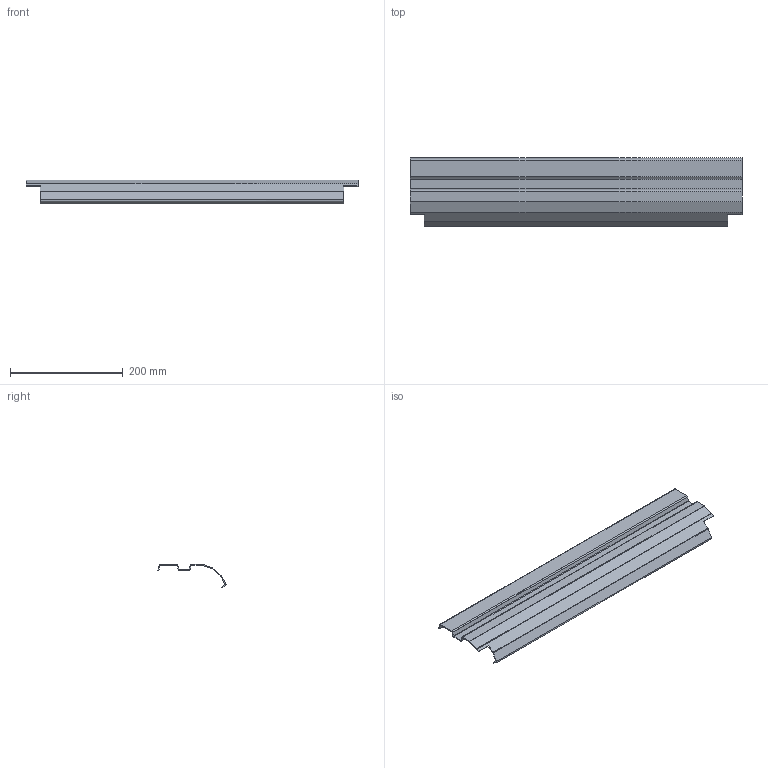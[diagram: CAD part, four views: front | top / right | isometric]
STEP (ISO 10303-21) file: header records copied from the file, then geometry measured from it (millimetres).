
FILE_DESCRIPTION(/* description */ (''),/* implementation_level */ '2;1');
FILE_NAME(/* name */ '6220479',/* time_stamp */ '2014-09-22T15:16:07+02:00',/* author */ (''),/* organization */ (''),/* preprocessor_version */ 'ST-DEVELOPER v15',/* originating_system */ '',/* authorisation */ '');
FILE_SCHEMA (('AUTOMOTIVE_DESIGN'));
Length unit declared in the file: millimetre
Products named in the file (1): Document
Bounding box: 590 x 121.13 x 42.02 mm (x, y, z)
Volume: 142425.8 mm3; surface area: 192114.8 mm2
Topology: 1 solids, 1 shells, 82 faces, 168 edges, 88 vertices
Faces by surface type: plane 64, bspline 18
Entity records: 1829 total; most frequent: CARTESIAN_POINT 642, ORIENTED_EDGE 336, EDGE_CURVE 168, B_SPLINE_CURVE_WITH_KNOTS 132, VERTEX_POINT 88, ADVANCED_FACE 82, FACE_OUTER_BOUND 82, EDGE_LOOP 82
